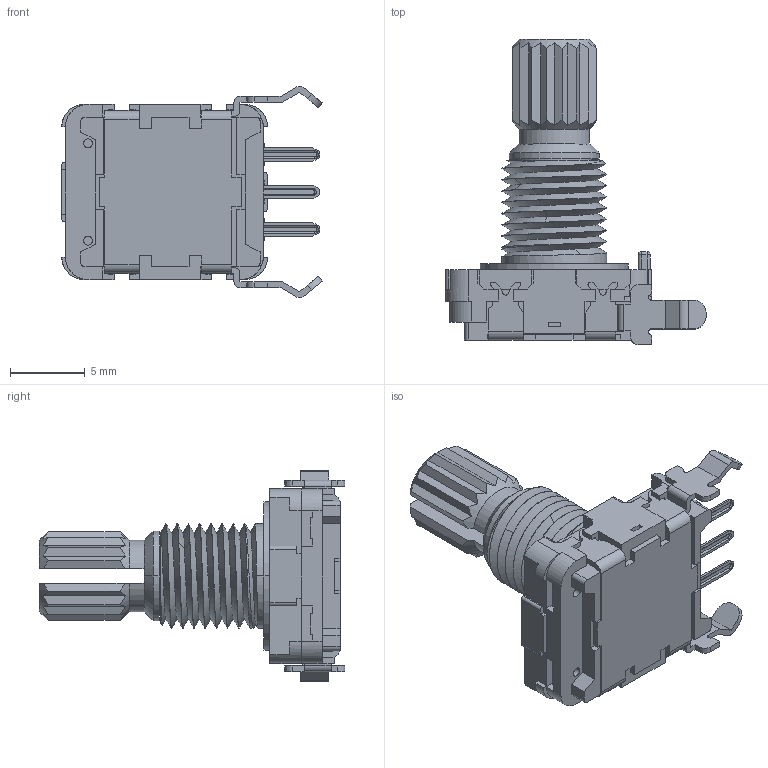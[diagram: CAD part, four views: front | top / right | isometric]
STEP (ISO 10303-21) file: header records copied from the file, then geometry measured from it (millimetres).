
FILE_DESCRIPTION((''),'2;1');
FILE_NAME('PRT0001','2014-06-10T',('JVassar'),(''),'PRO/ENGINEER BY PARAMETRIC TECHNOLOGY CORPORATION, 2013320','PRO/ENGINEER BY PARAMETRIC TECHNOLOGY CORPORATION, 2013320','');
FILE_SCHEMA(('CONFIG_CONTROL_DESIGN'));
Length unit declared in the file: millimetre
Products named in the file (1): PRT0001
Bounding box: 17.4 x 20.4 x 14.1 mm (x, y, z)
Volume: 925.5 mm3; surface area: 2087.8 mm2
Topology: 1 solids, 29 shells, 1186 faces, 3192 edges, 2075 vertices
Faces by surface type: plane 656, cylinder 410, cone 53, bspline 46, torus 16, sphere 5
Entity records: 40790 total; most frequent: CARTESIAN_POINT 11597, ORIENTED_EDGE 6376, DIRECTION 5687, EDGE_CURVE 3188, VERTEX_POINT 2075, AXIS2_PLACEMENT_3D 1919, VECTOR 1849, LINE 1849
